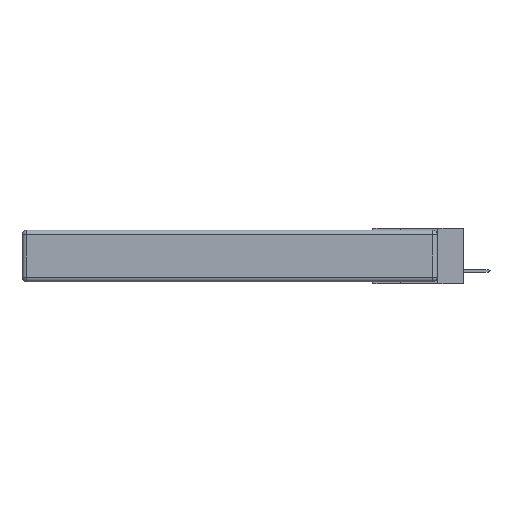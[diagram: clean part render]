
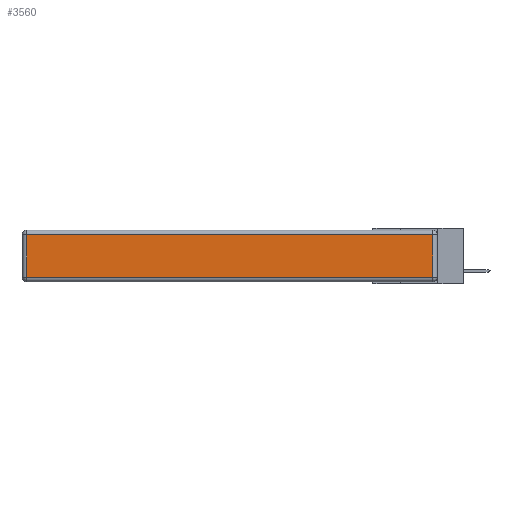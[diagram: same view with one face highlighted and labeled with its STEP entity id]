
A CAD part, left-side view. The second image highlights one B-rep face of the part: STEP entity #3560.
In plain terms, the highlighted planar face has unit normal (-1, 0, 0).
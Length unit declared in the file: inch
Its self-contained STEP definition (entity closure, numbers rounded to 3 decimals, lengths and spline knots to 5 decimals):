
#175 = ORIENTED_EDGE ( 'NONE', *, *, #4397, .T. ) ;
#200 = ORIENTED_EDGE ( 'NONE', *, *, #12198, .T. ) ;
#384 = DIRECTION ( 'NONE',  ( 0., 0., 1. ) ) ;
#787 = CARTESIAN_POINT ( 'NONE',  ( 0., 2.75, -0.03 ) ) ;
#792 = VECTOR ( 'NONE', #13067, 39.37008 ) ;
#1780 = CARTESIAN_POINT ( 'NONE',  ( 0., 2.72, -0.343 ) ) ;
#1895 = CARTESIAN_POINT ( 'NONE',  ( 0., 0., -0.313 ) ) ;
#3278 = PLANE ( 'NONE',  #12829 ) ;
#3560 = ADVANCED_FACE ( 'NONE', ( #6703 ), #3278, .T. ) ;
#4370 = VERTEX_POINT ( 'NONE', #6042 ) ;
#4397 = EDGE_CURVE ( 'NONE', #4370, #7167, #13153, .T. ) ;
#6042 = CARTESIAN_POINT ( 'NONE',  ( 0., 2.72, -0.03 ) ) ;
#6356 = LINE ( 'NONE', #6673, #9083 ) ;
#6673 = CARTESIAN_POINT ( 'NONE',  ( 0., 0.03, -0.343 ) ) ;
#6703 = FACE_OUTER_BOUND ( 'NONE', #9068, .T. ) ;
#7167 = VERTEX_POINT ( 'NONE', #12041 ) ;
#7458 = CARTESIAN_POINT ( 'NONE',  ( 0., 0.03, -0.03 ) ) ;
#7883 = VERTEX_POINT ( 'NONE', #7458 ) ;
#8003 = DIRECTION ( 'NONE',  ( 0., 1., 0. ) ) ;
#8026 = VECTOR ( 'NONE', #10076, 39.37008 ) ;
#8118 = ORIENTED_EDGE ( 'NONE', *, *, #9449, .T. ) ;
#8226 = EDGE_CURVE ( 'NONE', #7883, #4370, #8246, .T. ) ;
#8246 = LINE ( 'NONE', #787, #12576 ) ;
#8444 = VERTEX_POINT ( 'NONE', #11675 ) ;
#9006 = LINE ( 'NONE', #1895, #792 ) ;
#9068 = EDGE_LOOP ( 'NONE', ( #8118, #200, #9816, #175 ) ) ;
#9083 = VECTOR ( 'NONE', #384, 39.37008 ) ;
#9449 = EDGE_CURVE ( 'NONE', #7167, #8444, #9006, .T. ) ;
#9491 = CARTESIAN_POINT ( 'NONE',  ( 0., 0., -0.343 ) ) ;
#9816 = ORIENTED_EDGE ( 'NONE', *, *, #8226, .T. ) ;
#10076 = DIRECTION ( 'NONE',  ( 0., 0., -1. ) ) ;
#10461 = DIRECTION ( 'NONE',  ( 0., 0., 1. ) ) ;
#10558 = DIRECTION ( 'NONE',  ( -1., 0., 0. ) ) ;
#11675 = CARTESIAN_POINT ( 'NONE',  ( 0., 0.03, -0.313 ) ) ;
#12041 = CARTESIAN_POINT ( 'NONE',  ( 0., 2.72, -0.313 ) ) ;
#12198 = EDGE_CURVE ( 'NONE', #8444, #7883, #6356, .T. ) ;
#12576 = VECTOR ( 'NONE', #8003, 39.37008 ) ;
#12829 = AXIS2_PLACEMENT_3D ( 'NONE', #9491, #10558, #10461 ) ;
#13067 = DIRECTION ( 'NONE',  ( 0., -1., 0. ) ) ;
#13153 = LINE ( 'NONE', #1780, #8026 ) ;
